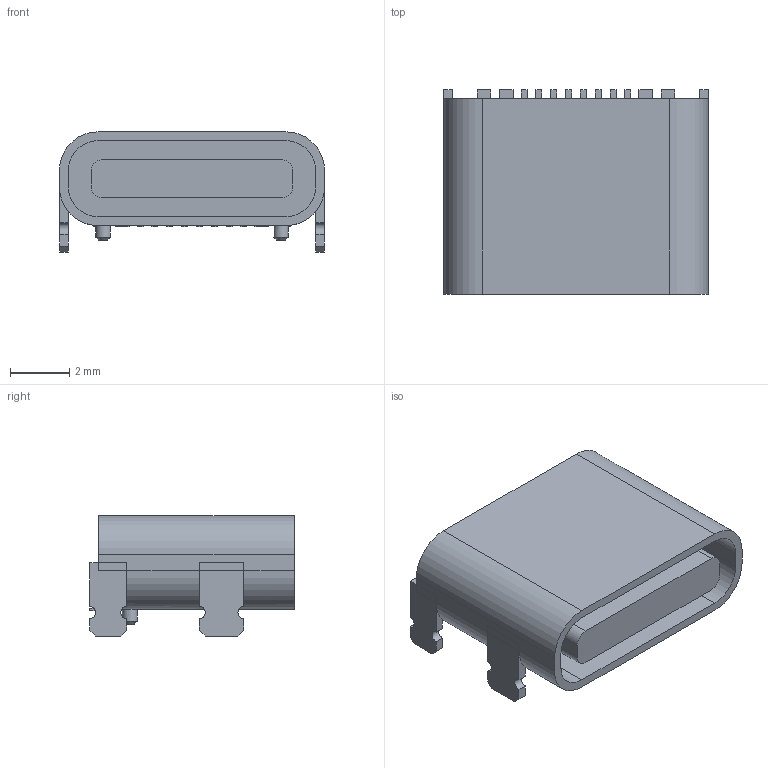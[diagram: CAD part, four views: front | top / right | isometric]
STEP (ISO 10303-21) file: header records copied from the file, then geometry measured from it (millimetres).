
FILE_DESCRIPTION(('FreeCAD Model'),'2;1');
FILE_NAME('DX07S016JA1R1500.step', '2020-12-31T17:32:57',('kicad StepUp'),('ksu MCAD'), 'Open CASCADE STEP processor 7.5','FreeCAD','Unknown');
FILE_SCHEMA(('AUTOMOTIVE_DESIGN { 1 0 10303 214 1 1 1 1 }'));
Length unit declared in the file: millimetre
Products named in the file (1): DX07S016JA1R1500
Bounding box: 8.94 x 6.9 x 4.06 mm (x, y, z)
Volume: 124.4 mm3; surface area: 391.4 mm2
Topology: 1 solids, 1 shells, 160 faces, 458 edges, 302 vertices
Faces by surface type: plane 136, cylinder 22, cone 2
Full cylindrical faces by diameter (mm): 0.5 x2
Entity records: 11081 total; most frequent: CARTESIAN_POINT 2099, DIRECTION 1607, LINE 1136, VECTOR 1136, ORIENTED_EDGE 916, PCURVE 916, DEFINITIONAL_REPRESENTATION 916, EDGE_CURVE 458
